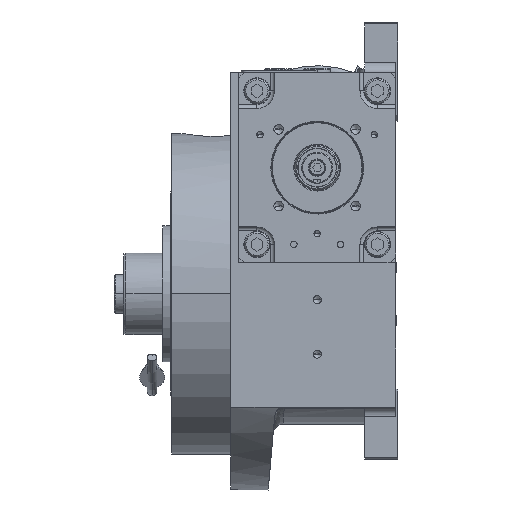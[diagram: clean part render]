
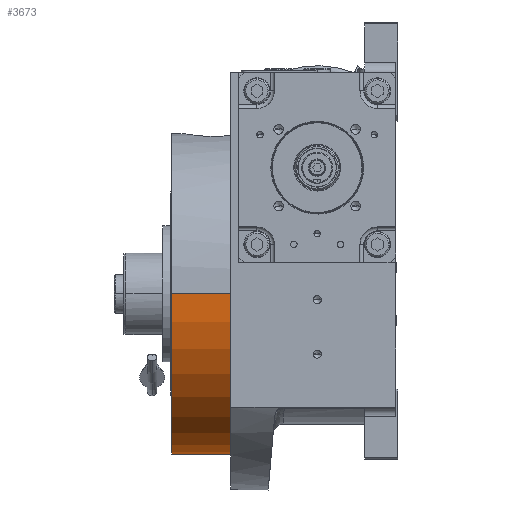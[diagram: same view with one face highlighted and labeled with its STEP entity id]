
A CAD part, left-side view. The second image highlights one B-rep face of the part: STEP entity #3673.
In plain terms, the highlighted cylindrical face has radius 82.5 mm (diameter 165 mm), a partial arc.
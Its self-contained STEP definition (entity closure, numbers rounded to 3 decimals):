
#387 = ORIENTED_EDGE ( 'NONE', *, *, #23390, .F. ) ;
#914 = VERTEX_POINT ( 'NONE', #17254 ) ;
#1768 = CARTESIAN_POINT ( 'NONE',  ( -82.5, 0., 30.5 ) ) ;
#2242 = ORIENTED_EDGE ( 'NONE', *, *, #58107, .T. ) ;
#3673 = ADVANCED_FACE ( 'NONE', ( #4287 ), #47156, .T. ) ;
#4287 = FACE_OUTER_BOUND ( 'NONE', #37865, .T. ) ;
#6404 = VECTOR ( 'NONE', #21320, 1000. ) ;
#9480 = CARTESIAN_POINT ( 'NONE',  ( -82.5, 0., 0. ) ) ;
#9673 = EDGE_CURVE ( 'NONE', #38317, #64359, #46271, .T. ) ;
#11559 = DIRECTION ( 'NONE',  ( 1., 0., 0. ) ) ;
#14818 = CARTESIAN_POINT ( 'NONE',  ( 0., 0., 0. ) ) ;
#15572 = CARTESIAN_POINT ( 'NONE',  ( 0., 0., 30.5 ) ) ;
#17254 = CARTESIAN_POINT ( 'NONE',  ( 82.5, 0., 30.5 ) ) ;
#17369 = AXIS2_PLACEMENT_3D ( 'NONE', #14818, #41881, #19728 ) ;
#17537 = DIRECTION ( 'NONE',  ( 0., 0., 1. ) ) ;
#19728 = DIRECTION ( 'NONE',  ( 1., 0., 0. ) ) ;
#21320 = DIRECTION ( 'NONE',  ( 0., 0., 1. ) ) ;
#23390 = EDGE_CURVE ( 'NONE', #51652, #914, #63913, .T. ) ;
#29405 = CARTESIAN_POINT ( 'NONE',  ( -82.5, 0., 0. ) ) ;
#30693 = AXIS2_PLACEMENT_3D ( 'NONE', #15572, #36300, #47207 ) ;
#36300 = DIRECTION ( 'NONE',  ( 0., 0., 1. ) ) ;
#37865 = EDGE_LOOP ( 'NONE', ( #53723, #53951, #387, #2242 ) ) ;
#38317 = VERTEX_POINT ( 'NONE', #9480 ) ;
#40603 = CIRCLE ( 'NONE', #65354, 82.5 ) ;
#41006 = DIRECTION ( 'NONE',  ( 0., 0., 1. ) ) ;
#41881 = DIRECTION ( 'NONE',  ( 0., 0., -1. ) ) ;
#41964 = CIRCLE ( 'NONE', #30693, 82.5 ) ;
#46271 = LINE ( 'NONE', #29405, #66445 ) ;
#47156 = CYLINDRICAL_SURFACE ( 'NONE', #17369, 82.5 ) ;
#47207 = DIRECTION ( 'NONE',  ( 1., 0., 0. ) ) ;
#48393 = CARTESIAN_POINT ( 'NONE',  ( 82.5, 0., 0. ) ) ;
#49090 = CARTESIAN_POINT ( 'NONE',  ( 82.5, 0., 0. ) ) ;
#51652 = VERTEX_POINT ( 'NONE', #49090 ) ;
#53723 = ORIENTED_EDGE ( 'NONE', *, *, #9673, .T. ) ;
#53951 = ORIENTED_EDGE ( 'NONE', *, *, #63840, .F. ) ;
#58107 = EDGE_CURVE ( 'NONE', #51652, #38317, #40603, .T. ) ;
#63840 = EDGE_CURVE ( 'NONE', #914, #64359, #41964, .T. ) ;
#63913 = LINE ( 'NONE', #48393, #6404 ) ;
#64359 = VERTEX_POINT ( 'NONE', #1768 ) ;
#65354 = AXIS2_PLACEMENT_3D ( 'NONE', #65718, #17537, #11559 ) ;
#65718 = CARTESIAN_POINT ( 'NONE',  ( 0., 0., 0. ) ) ;
#66445 = VECTOR ( 'NONE', #41006, 1000. ) ;
